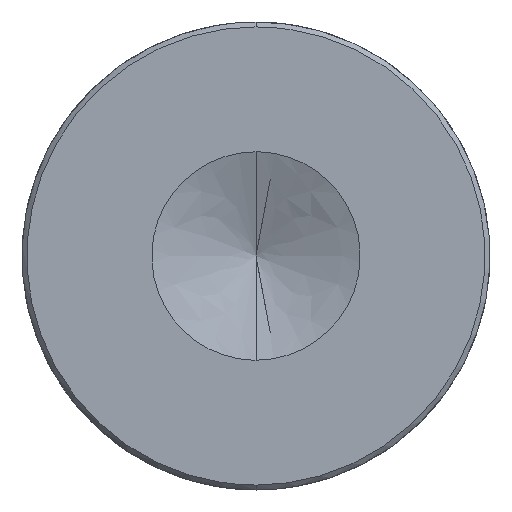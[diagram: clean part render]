
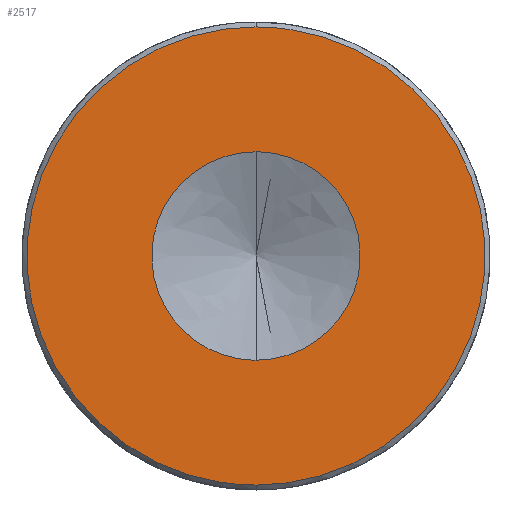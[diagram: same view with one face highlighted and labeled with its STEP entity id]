
A CAD part, left-side view. The second image highlights one B-rep face of the part: STEP entity #2517.
In plain terms, the highlighted free-form (B-spline) face has degree [1, 1] with [2, 2] control points.
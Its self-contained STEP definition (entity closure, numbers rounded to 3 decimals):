
#576 = VERTEX_POINT('',#577);
#577 = CARTESIAN_POINT('',(0.,0.,8.037));
#582 = EDGE_CURVE('',#583,#576,#585,.T.);
#583 = VERTEX_POINT('',#584);
#584 = CARTESIAN_POINT('',(0.,0.,
    -8.037));
#585 = ( BOUNDED_CURVE() B_SPLINE_CURVE(2,(#586,#587,#588,#589,#590),
.UNSPECIFIED.,.F.,.F.) B_SPLINE_CURVE_WITH_KNOTS((3,2,3),(3.142,
4.712,6.283),.PIECEWISE_BEZIER_KNOTS.) CURVE() 
GEOMETRIC_REPRESENTATION_ITEM() RATIONAL_B_SPLINE_CURVE((1.,
0.707,1.,0.707,1.)) REPRESENTATION_ITEM('') );
#586 = CARTESIAN_POINT('',(0.,0.,
    -8.037));
#587 = CARTESIAN_POINT('',(0.,-8.037,
    -8.037));
#588 = CARTESIAN_POINT('',(0.,-8.037,
    0.));
#589 = CARTESIAN_POINT('',(0.,-8.037,
    8.037));
#590 = CARTESIAN_POINT('',(0.,0.,
    8.037));
#648 = EDGE_CURVE('',#649,#651,#653,.T.);
#649 = VERTEX_POINT('',#650);
#650 = CARTESIAN_POINT('',(0.,0.,
    17.671));
#651 = VERTEX_POINT('',#652);
#652 = CARTESIAN_POINT('',(0.,0.,-17.671));
#653 = ( BOUNDED_CURVE() B_SPLINE_CURVE(2,(#654,#655,#656,#657,#658),
.UNSPECIFIED.,.F.,.F.) B_SPLINE_CURVE_WITH_KNOTS((3,2,3),(3.142,
4.712,6.283),.PIECEWISE_BEZIER_KNOTS.) CURVE() 
GEOMETRIC_REPRESENTATION_ITEM() RATIONAL_B_SPLINE_CURVE((1.,
0.707,1.,0.707,1.)) REPRESENTATION_ITEM('') );
#654 = CARTESIAN_POINT('',(0.,0.,
    17.671));
#655 = CARTESIAN_POINT('',(0.,17.671,
    17.671));
#656 = CARTESIAN_POINT('',(0.,17.671,
    0.));
#657 = CARTESIAN_POINT('',(0.,17.671,
    -17.671));
#658 = CARTESIAN_POINT('',(0.,0.,
    -17.671));
#2517 = ADVANCED_FACE('',(#2518,#2529),#2540,.F.);
#2518 = FACE_BOUND('',#2519,.T.);
#2519 = EDGE_LOOP('',(#2520,#2528));
#2520 = ORIENTED_EDGE('',*,*,#2521,.F.);
#2521 = EDGE_CURVE('',#576,#583,#2522,.T.);
#2522 = ( BOUNDED_CURVE() B_SPLINE_CURVE(2,(#2523,#2524,#2525,#2526,
#2527),.UNSPECIFIED.,.F.,.F.) B_SPLINE_CURVE_WITH_KNOTS((3,2,3),(0.,
1.571,3.142),.PIECEWISE_BEZIER_KNOTS.) CURVE() 
GEOMETRIC_REPRESENTATION_ITEM() RATIONAL_B_SPLINE_CURVE((1.,
0.707,1.,0.707,1.)) REPRESENTATION_ITEM('') );
#2523 = CARTESIAN_POINT('',(0.,0.,8.037));
#2524 = CARTESIAN_POINT('',(0.,8.037,
    8.037));
#2525 = CARTESIAN_POINT('',(0.,8.037,
    0.));
#2526 = CARTESIAN_POINT('',(0.,8.037,
    -8.037));
#2527 = CARTESIAN_POINT('',(0.,0.,
    -8.037));
#2528 = ORIENTED_EDGE('',*,*,#582,.F.);
#2529 = FACE_BOUND('',#2530,.T.);
#2530 = EDGE_LOOP('',(#2531,#2539));
#2531 = ORIENTED_EDGE('',*,*,#2532,.T.);
#2532 = EDGE_CURVE('',#651,#649,#2533,.T.);
#2533 = ( BOUNDED_CURVE() B_SPLINE_CURVE(2,(#2534,#2535,#2536,#2537,
#2538),.UNSPECIFIED.,.F.,.F.) B_SPLINE_CURVE_WITH_KNOTS((3,2,3),(0.,
1.571,3.142),.PIECEWISE_BEZIER_KNOTS.) CURVE() 
GEOMETRIC_REPRESENTATION_ITEM() RATIONAL_B_SPLINE_CURVE((1.,
0.707,1.,0.707,1.)) REPRESENTATION_ITEM('') );
#2534 = CARTESIAN_POINT('',(0.,0.,-17.671));
#2535 = CARTESIAN_POINT('',(0.,-17.671,
    -17.671));
#2536 = CARTESIAN_POINT('',(0.,-17.671,
    0.));
#2537 = CARTESIAN_POINT('',(0.,-17.671,
    17.671));
#2538 = CARTESIAN_POINT('',(0.,0.,
    17.671));
#2539 = ORIENTED_EDGE('',*,*,#648,.T.);
#2540 = B_SPLINE_SURFACE_WITH_KNOTS('',1,1,(
    (#2541,#2542)
    ,(#2543,#2544
    )),.UNSPECIFIED.,.F.,.F.,.F.,(2,2),(2,2),(-11.811,11.811),(-11.811,
    11.811),.PIECEWISE_BEZIER_KNOTS.);
#2541 = CARTESIAN_POINT('',(0.,-17.671,
    17.671));
#2542 = CARTESIAN_POINT('',(0.,17.671,
    17.671));
#2543 = CARTESIAN_POINT('',(0.,-17.671,
    -17.671));
#2544 = CARTESIAN_POINT('',(0.,17.671,
    -17.671));
